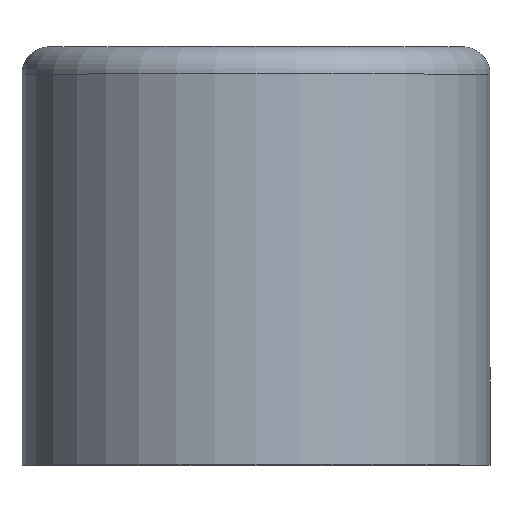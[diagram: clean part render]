
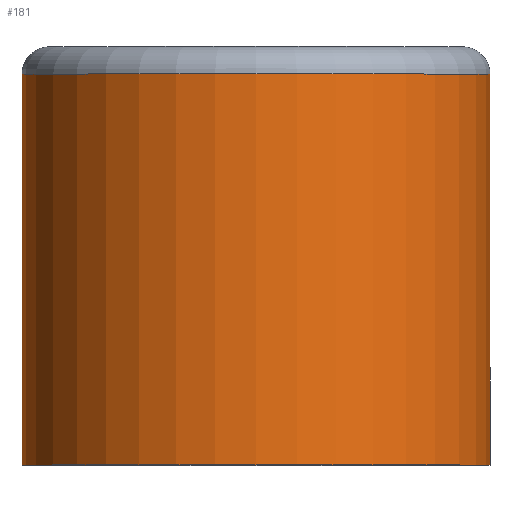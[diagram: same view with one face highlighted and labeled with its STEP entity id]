
A CAD part, top view. The second image highlights one B-rep face of the part: STEP entity #181.
In plain terms, the highlighted cylindrical face has radius 85 mm (diameter 170 mm), a full revolution.
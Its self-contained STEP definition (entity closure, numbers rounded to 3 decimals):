
#141=CARTESIAN_POINT('',(85.,142.,0.));
#142=VERTEX_POINT('',#141);
#143=CARTESIAN_POINT('',(0.,142.,0.0));
#144=DIRECTION('',(0.0,1.0,0.0));
#145=DIRECTION('',(-1.0,0.0,0.0));
#146=AXIS2_PLACEMENT_3D('',#143,#144,#145);
#147=CIRCLE('',#146,85.0);
#148=EDGE_CURVE('',#142,#142,#147,.T.);
#162=CARTESIAN_POINT('',(0.,76.,0.0));
#163=DIRECTION('',(0.,-1.0,0.0));
#164=DIRECTION('',(1.0,0.0,0.0));
#165=AXIS2_PLACEMENT_3D('',#162,#163,#164);
#166=CYLINDRICAL_SURFACE('',#165,85.0);
#167=CARTESIAN_POINT('',(85.0,0.,0.0));
#168=VERTEX_POINT('',#167);
#169=CARTESIAN_POINT('',(0.,0.,0.0));
#170=DIRECTION('',(0.0,-1.0,0.0));
#171=DIRECTION('',(1.0,0.0,0.0));
#172=AXIS2_PLACEMENT_3D('',#169,#170,#171);
#173=CIRCLE('',#172,85.0);
#174=EDGE_CURVE('',#168,#168,#173,.T.);
#175=ORIENTED_EDGE('',*,*,#174,.F.);
#176=EDGE_LOOP('',(#175));
#177=FACE_OUTER_BOUND('',#176,.T.);
#178=ORIENTED_EDGE('',*,*,#148,.F.);
#179=EDGE_LOOP('',(#178));
#180=FACE_BOUND('',#179,.T.);
#181=ADVANCED_FACE('',(#177,#180),#166,.T.);
